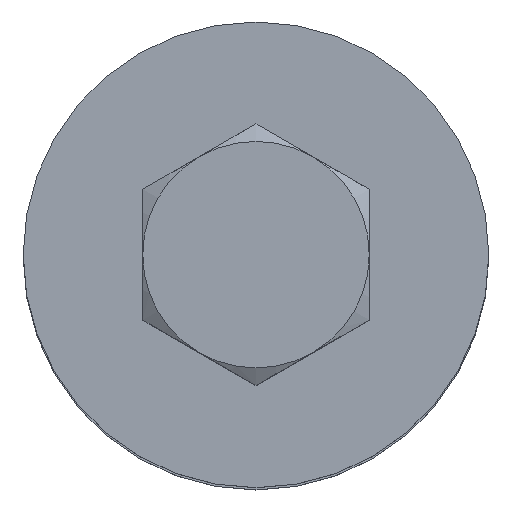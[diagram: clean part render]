
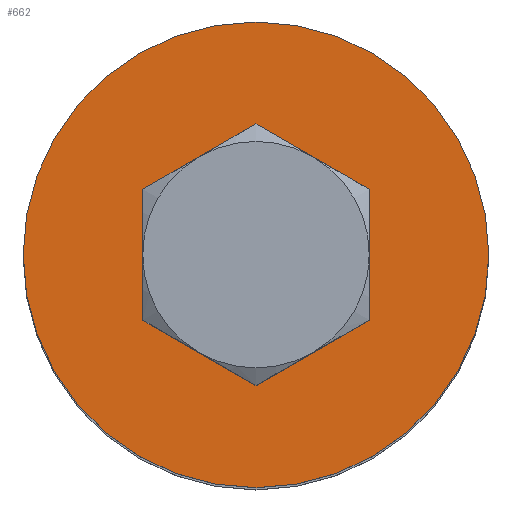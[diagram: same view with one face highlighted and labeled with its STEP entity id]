
A CAD part, top view. The second image highlights one B-rep face of the part: STEP entity #662.
In plain terms, the highlighted planar face has unit normal (0, 0, 1).
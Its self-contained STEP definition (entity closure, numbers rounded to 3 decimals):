
#596=CARTESIAN_POINT('',(0.0,0.0,0.0));
#597=DIRECTION('',(0.0,0.0,1.0));
#598=DIRECTION('',(-0.866,-0.5,0.0));
#599=AXIS2_PLACEMENT_3D('',#596,#597,#598);
#600=PLANE('',#599);
#601=CARTESIAN_POINT('',(9.25,-16.022,0.0));
#602=VERTEX_POINT('',#601);
#603=CARTESIAN_POINT('',(0.0,0.0,0.0));
#604=DIRECTION('',(0.0,0.0,1.));
#605=DIRECTION('',(-0.5,0.866,0.0));
#606=AXIS2_PLACEMENT_3D('',#603,#604,#605);
#607=CIRCLE('',#606,18.5);
#608=EDGE_CURVE('',#602,#602,#607,.T.);
#609=ORIENTED_EDGE('',*,*,#608,.T.);
#610=EDGE_LOOP('',(#609));
#611=FACE_OUTER_BOUND('',#610,.T.);
#612=CARTESIAN_POINT('',(0.,-10.392,0.0));
#613=VERTEX_POINT('',#612);
#614=CARTESIAN_POINT('',(9.,-5.196,0.0));
#615=VERTEX_POINT('',#614);
#616=CARTESIAN_POINT('',(0.,-10.392,0.0));
#617=DIRECTION('',(0.866,0.5,0.0));
#618=VECTOR('',#617,10.392);
#619=LINE('',#616,#618);
#620=EDGE_CURVE('',#613,#615,#619,.T.);
#621=ORIENTED_EDGE('',*,*,#620,.F.);
#622=CARTESIAN_POINT('',(-9.,-5.196,0.0));
#623=VERTEX_POINT('',#622);
#624=CARTESIAN_POINT('',(-9.,-5.196,0.0));
#625=DIRECTION('',(0.866,-0.5,0.0));
#626=VECTOR('',#625,10.392);
#627=LINE('',#624,#626);
#628=EDGE_CURVE('',#623,#613,#627,.T.);
#629=ORIENTED_EDGE('',*,*,#628,.F.);
#630=CARTESIAN_POINT('',(-9.0,5.196,0.0));
#631=VERTEX_POINT('',#630);
#632=CARTESIAN_POINT('',(-9.0,5.196,0.0));
#633=DIRECTION('',(0.0,-1.0,0.0));
#634=VECTOR('',#633,10.393);
#635=LINE('',#632,#634);
#636=EDGE_CURVE('',#631,#623,#635,.T.);
#637=ORIENTED_EDGE('',*,*,#636,.F.);
#638=CARTESIAN_POINT('',(0.,10.392,0.0));
#639=VERTEX_POINT('',#638);
#640=CARTESIAN_POINT('',(0.,10.392,0.0));
#641=DIRECTION('',(-0.866,-0.5,0.0));
#642=VECTOR('',#641,10.392);
#643=LINE('',#640,#642);
#644=EDGE_CURVE('',#639,#631,#643,.T.);
#645=ORIENTED_EDGE('',*,*,#644,.F.);
#646=CARTESIAN_POINT('',(9.0,5.196,0.0));
#647=VERTEX_POINT('',#646);
#648=CARTESIAN_POINT('',(9.0,5.196,0.0));
#649=DIRECTION('',(-0.866,0.5,0.0));
#650=VECTOR('',#649,10.392);
#651=LINE('',#648,#650);
#652=EDGE_CURVE('',#647,#639,#651,.T.);
#653=ORIENTED_EDGE('',*,*,#652,.F.);
#654=CARTESIAN_POINT('',(9.,-5.196,0.0));
#655=DIRECTION('',(0.0,1.0,0.0));
#656=VECTOR('',#655,10.393);
#657=LINE('',#654,#656);
#658=EDGE_CURVE('',#615,#647,#657,.T.);
#659=ORIENTED_EDGE('',*,*,#658,.F.);
#660=EDGE_LOOP('',(#621,#629,#637,#645,#653,#659));
#661=FACE_BOUND('',#660,.T.);
#662=ADVANCED_FACE('',(#611,#661),#600,.T.);
